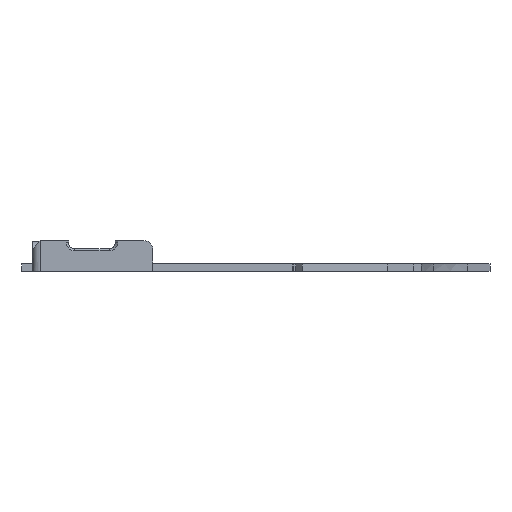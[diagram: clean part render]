
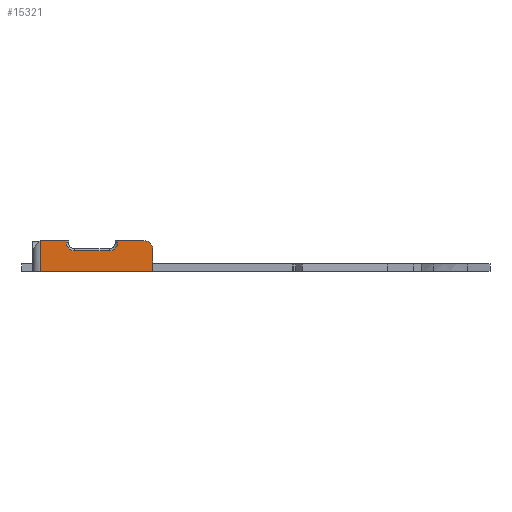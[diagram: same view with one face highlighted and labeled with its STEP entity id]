
A CAD part, left-side view. The second image highlights one B-rep face of the part: STEP entity #15321.
In plain terms, the highlighted planar face has unit normal (-1, 0, 0).
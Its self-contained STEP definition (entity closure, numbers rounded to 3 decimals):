
#1168=CIRCLE('',#15850,1.8);
#1169=CIRCLE('',#15851,1.7);
#1170=CIRCLE('',#15852,1.7);
#1900=FACE_OUTER_BOUND('',#2718,.T.);
#2718=EDGE_LOOP('',(#13874,#13875,#13876,#13877,#13878,#13879,#13880,#13881,
#13882,#13883,#13884,#13885));
#3209=LINE('',#21526,#4740);
#4206=LINE('',#27647,#5737);
#4207=LINE('',#27651,#5738);
#4208=LINE('',#27655,#5739);
#4209=LINE('',#27657,#5740);
#4210=LINE('',#27661,#5741);
#4211=LINE('',#27665,#5742);
#4212=LINE('',#27667,#5743);
#4213=LINE('',#27668,#5744);
#4740=VECTOR('',#16474,10.);
#5737=VECTOR('',#18279,10.);
#5738=VECTOR('',#18284,10.);
#5739=VECTOR('',#18287,10.);
#5740=VECTOR('',#18288,10.);
#5741=VECTOR('',#18291,10.);
#5742=VECTOR('',#18294,10.);
#5743=VECTOR('',#18295,10.);
#5744=VECTOR('',#18296,10.);
#6671=VERTEX_POINT('',#21523);
#6672=VERTEX_POINT('',#21525);
#7293=VERTEX_POINT('',#27646);
#7294=VERTEX_POINT('',#27650);
#7295=VERTEX_POINT('',#27652);
#7296=VERTEX_POINT('',#27654);
#7297=VERTEX_POINT('',#27656);
#7298=VERTEX_POINT('',#27658);
#7299=VERTEX_POINT('',#27660);
#7300=VERTEX_POINT('',#27662);
#7301=VERTEX_POINT('',#27664);
#7302=VERTEX_POINT('',#27666);
#8195=EDGE_CURVE('',#6671,#6672,#3209,.T.);
#9513=EDGE_CURVE('',#6672,#7293,#4206,.T.);
#9515=EDGE_CURVE('',#7294,#6671,#4207,.T.);
#9516=EDGE_CURVE('',#7294,#7295,#1168,.T.);
#9517=EDGE_CURVE('',#7296,#7295,#4208,.T.);
#9518=EDGE_CURVE('',#7297,#7296,#4209,.T.);
#9519=EDGE_CURVE('',#7298,#7297,#1169,.T.);
#9520=EDGE_CURVE('',#7299,#7298,#4210,.T.);
#9521=EDGE_CURVE('',#7300,#7299,#1170,.T.);
#9522=EDGE_CURVE('',#7301,#7300,#4211,.T.);
#9523=EDGE_CURVE('',#7302,#7301,#4212,.T.);
#9524=EDGE_CURVE('',#7302,#7293,#4213,.T.);
#13874=ORIENTED_EDGE('',*,*,#9513,.F.);
#13875=ORIENTED_EDGE('',*,*,#8195,.F.);
#13876=ORIENTED_EDGE('',*,*,#9515,.F.);
#13877=ORIENTED_EDGE('',*,*,#9516,.T.);
#13878=ORIENTED_EDGE('',*,*,#9517,.F.);
#13879=ORIENTED_EDGE('',*,*,#9518,.F.);
#13880=ORIENTED_EDGE('',*,*,#9519,.F.);
#13881=ORIENTED_EDGE('',*,*,#9520,.F.);
#13882=ORIENTED_EDGE('',*,*,#9521,.F.);
#13883=ORIENTED_EDGE('',*,*,#9522,.F.);
#13884=ORIENTED_EDGE('',*,*,#9523,.F.);
#13885=ORIENTED_EDGE('',*,*,#9524,.T.);
#14565=PLANE('',#15849);
#15321=ADVANCED_FACE('',(#1900),#14565,.T.);
#15849=AXIS2_PLACEMENT_3D('',#27649,#18282,#18283);
#15850=AXIS2_PLACEMENT_3D('',#27653,#18285,#18286);
#15851=AXIS2_PLACEMENT_3D('',#27659,#18289,#18290);
#15852=AXIS2_PLACEMENT_3D('',#27663,#18292,#18293);
#16474=DIRECTION('',(0.,1.,0.));
#18279=DIRECTION('',(0.,0.,1.));
#18282=DIRECTION('center_axis',(-1.,0.,0.));
#18283=DIRECTION('ref_axis',(0.,0.,-1.));
#18284=DIRECTION('',(0.,0.,-1.));
#18285=DIRECTION('center_axis',(-1.,0.,0.));
#18286=DIRECTION('ref_axis',(0.,-1.,0.));
#18287=DIRECTION('',(0.,-1.,0.));
#18288=DIRECTION('',(0.,0.,1.));
#18289=DIRECTION('center_axis',(-1.,0.,0.));
#18290=DIRECTION('ref_axis',(0.,0.,-1.));
#18291=DIRECTION('',(0.,-1.,0.));
#18292=DIRECTION('center_axis',(-1.,0.,0.));
#18293=DIRECTION('ref_axis',(0.,1.,0.));
#18294=DIRECTION('',(0.,0.,-1.));
#18295=DIRECTION('',(0.,-1.,0.));
#18296=DIRECTION('',(0.,0.826,-0.563));
#21523=CARTESIAN_POINT('',(28.638,-71.9,-2.));
#21525=CARTESIAN_POINT('',(28.638,-49.155,-2.));
#21526=CARTESIAN_POINT('',(28.638,-71.9,-2.));
#27646=CARTESIAN_POINT('',(28.638,-49.155,4.117));
#27647=CARTESIAN_POINT('',(28.638,-49.155,1.875));
#27649=CARTESIAN_POINT('Origin',(28.638,-47.655,-0.5));
#27650=CARTESIAN_POINT('',(28.638,-71.9,2.395));
#27651=CARTESIAN_POINT('',(28.638,-71.9,2.395));
#27652=CARTESIAN_POINT('',(28.638,-70.1,4.195));
#27653=CARTESIAN_POINT('Origin',(28.638,-70.1,2.395));
#27654=CARTESIAN_POINT('',(28.638,-64.8,4.195));
#27655=CARTESIAN_POINT('',(28.638,-49.155,4.195));
#27656=CARTESIAN_POINT('',(28.638,-64.8,3.81));
#27657=CARTESIAN_POINT('',(28.638,-64.8,2.24));
#27658=CARTESIAN_POINT('',(28.638,-63.1,2.11));
#27659=CARTESIAN_POINT('Origin',(28.638,-63.1,3.81));
#27660=CARTESIAN_POINT('',(28.638,-56.1,2.11));
#27661=CARTESIAN_POINT('',(28.638,-55.378,2.11));
#27662=CARTESIAN_POINT('',(28.638,-54.4,3.81));
#27663=CARTESIAN_POINT('Origin',(28.638,-56.1,3.81));
#27664=CARTESIAN_POINT('',(28.638,-54.4,4.195));
#27665=CARTESIAN_POINT('',(28.638,-54.4,1.655));
#27666=CARTESIAN_POINT('',(28.638,-49.269,4.195));
#27667=CARTESIAN_POINT('',(28.638,-49.155,4.195));
#27668=CARTESIAN_POINT('',(28.638,-47.969,3.309));
